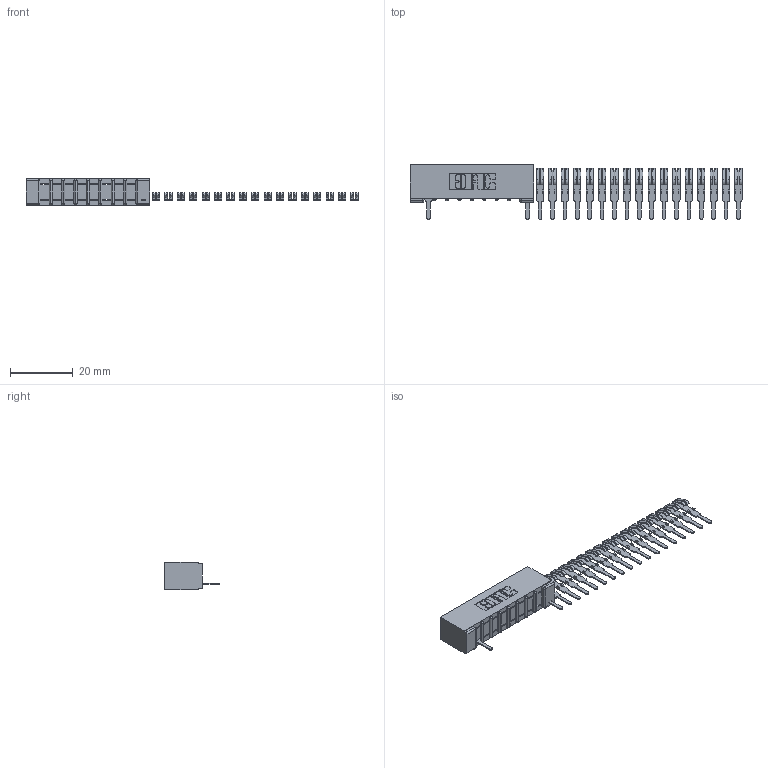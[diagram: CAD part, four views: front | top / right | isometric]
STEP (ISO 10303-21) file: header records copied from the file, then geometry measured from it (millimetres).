
FILE_DESCRIPTION (( 'STEP AP203' ), '1' );
FILE_NAME ('357-026-525-101.STEP', '2018-08-09T02:25:55', ( '' ), ( '' ), 'SwSTEP 2.0', 'SolidWorks 2016', '' );
FILE_SCHEMA (( 'CONFIG_CONTROL_DESIGN' ));
Length unit declared in the file: inch
Products named in the file (3): 307 Part_No Mounting Lugs; 307-290-001_525; 357-026-525-101
Assembly tree (20 placements, depth 2):
  357-026-525-101
    307 Part_No Mounting Lugs
    307-290-001_525  x19
Bounding box: 106.11 x 17.42 x 8.71 mm (x, y, z)
Volume: 2876.8 mm3; surface area: 5109 mm2
Topology: 20 solids, 20 shells, 963 faces, 2673 edges, 1730 vertices
Faces by surface type: plane 637, cylinder 308, sphere 18
Entity records: 11092 total; most frequent: CARTESIAN_POINT 1807, DIRECTION 1787, ORIENTED_EDGE 1782, EDGE_CURVE 891, VECTOR 671, LINE 671, VERTEX_POINT 578, AXIS2_PLACEMENT_3D 558
